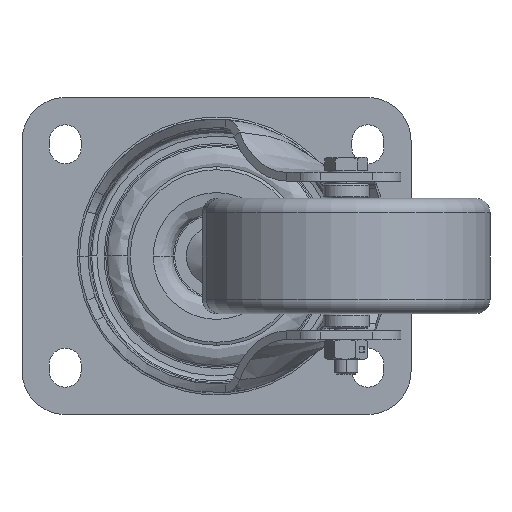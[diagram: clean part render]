
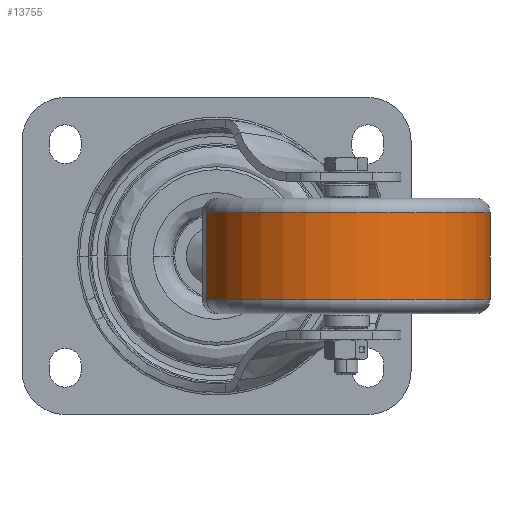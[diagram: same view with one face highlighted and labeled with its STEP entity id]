
A CAD part, front view. The second image highlights one B-rep face of the part: STEP entity #13755.
In plain terms, the highlighted cylindrical face has radius 50 mm (diameter 100 mm), a partial arc.
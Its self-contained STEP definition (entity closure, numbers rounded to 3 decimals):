
#714 = VERTEX_POINT ( 'NONE', #10702 ) ;
#1156 = CARTESIAN_POINT ( 'NONE',  ( -3.545, -89.976, -15. ) ) ;
#1277 = CARTESIAN_POINT ( 'NONE',  ( 93.545, -66.024, 15. ) ) ;
#1507 = AXIS2_PLACEMENT_3D ( 'NONE', #2874, #21013, #5496 ) ;
#1792 = CIRCLE ( 'NONE', #1507, 50. ) ;
#2874 = CARTESIAN_POINT ( 'NONE',  ( 45., -78., -15. ) ) ;
#3336 = VERTEX_POINT ( 'NONE', #1156 ) ;
#4653 = ORIENTED_EDGE ( 'NONE', *, *, #26482, .T. ) ;
#4859 = DIRECTION ( 'NONE',  ( 0., 0., 1. ) ) ;
#5091 = DIRECTION ( 'NONE',  ( 0.971, 0.24, 0. ) ) ;
#5496 = DIRECTION ( 'NONE',  ( 0.971, 0.24, 0. ) ) ;
#6349 = EDGE_LOOP ( 'NONE', ( #11612, #19752, #4653, #15292 ) ) ;
#6354 = CARTESIAN_POINT ( 'NONE',  ( 45., -78., 15. ) ) ;
#6862 = CARTESIAN_POINT ( 'NONE',  ( 93.545, -66.024, 40.585 ) ) ;
#7591 = DIRECTION ( 'NONE',  ( 0., 0., 1. ) ) ;
#8937 = DIRECTION ( 'NONE',  ( -0.971, -0.24, 0. ) ) ;
#9953 = AXIS2_PLACEMENT_3D ( 'NONE', #30865, #7591, #5091 ) ;
#10702 = CARTESIAN_POINT ( 'NONE',  ( -3.545, -89.976, 15. ) ) ;
#11612 = ORIENTED_EDGE ( 'NONE', *, *, #18325, .F. ) ;
#12152 = FACE_OUTER_BOUND ( 'NONE', #6349, .T. ) ;
#13623 = VERTEX_POINT ( 'NONE', #17218 ) ;
#13755 = ADVANCED_FACE ( 'NONE', ( #12152 ), #29641, .T. ) ;
#14250 = LINE ( 'NONE', #15350, #28110 ) ;
#15292 = ORIENTED_EDGE ( 'NONE', *, *, #30613, .T. ) ;
#15350 = CARTESIAN_POINT ( 'NONE',  ( -3.545, -89.976, 40.585 ) ) ;
#15684 = EDGE_CURVE ( 'NONE', #3336, #13623, #1792, .T. ) ;
#17218 = CARTESIAN_POINT ( 'NONE',  ( 93.545, -66.024, -15. ) ) ;
#17548 = AXIS2_PLACEMENT_3D ( 'NONE', #6354, #24506, #8937 ) ;
#18181 = LINE ( 'NONE', #6862, #32035 ) ;
#18325 = EDGE_CURVE ( 'NONE', #3336, #714, #14250, .T. ) ;
#19752 = ORIENTED_EDGE ( 'NONE', *, *, #15684, .T. ) ;
#21013 = DIRECTION ( 'NONE',  ( 0., 0., 1. ) ) ;
#21894 = VERTEX_POINT ( 'NONE', #1277 ) ;
#22204 = CIRCLE ( 'NONE', #17548, 50. ) ;
#24506 = DIRECTION ( 'NONE',  ( 0., 0., -1. ) ) ;
#25003 = DIRECTION ( 'NONE',  ( 0., 0., 1. ) ) ;
#26482 = EDGE_CURVE ( 'NONE', #13623, #21894, #18181, .T. ) ;
#28110 = VECTOR ( 'NONE', #4859, 1000. ) ;
#29641 = CYLINDRICAL_SURFACE ( 'NONE', #9953, 50. ) ;
#30613 = EDGE_CURVE ( 'NONE', #21894, #714, #22204, .T. ) ;
#30865 = CARTESIAN_POINT ( 'NONE',  ( 45., -78., 40.585 ) ) ;
#32035 = VECTOR ( 'NONE', #25003, 1000. ) ;
